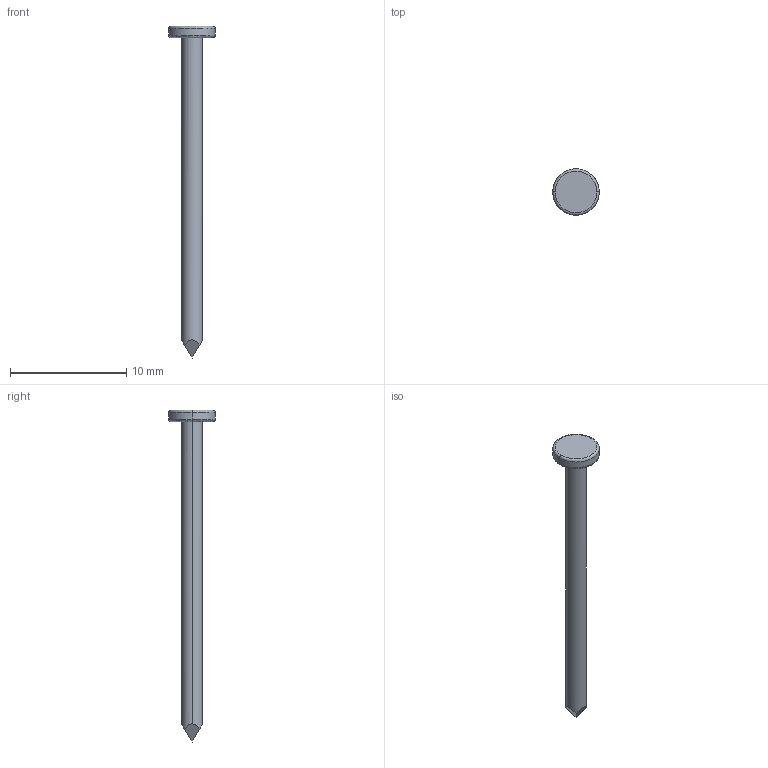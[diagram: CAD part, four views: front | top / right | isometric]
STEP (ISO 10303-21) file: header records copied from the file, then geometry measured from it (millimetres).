
FILE_DESCRIPTION(('HOOPS Exchange Step'),'2;1');
FILE_NAME('PREGO COM CABEÇA - 12 X 12.step','2026-02-25T09:54:34+02:00',('user'),('Unknown organisation'),'HOOPS Exchange 2023.2','HOOPS Exchange','Unknown authorisation');
FILE_SCHEMA( ('AP203_CONFIGURATION_CONTROLLED_3D_DESIGN_OF_MECHANICAL_PARTS_AND_ASSEMBLIES_MIM_LF') );
Length unit declared in the file: millimetre
Products named in the file (1): Body1
Bounding box: 4 x 4 x 28.6 mm (x, y, z)
Volume: 80.2 mm3; surface area: 186.2 mm2
Topology: 1 solids, 1 shells, 14 faces, 28 edges, 17 vertices
Faces by surface type: plane 6, torus 4, cylinder 4
Entity records: 1360 total; most frequent: CARTESIAN_POINT 1084, ORIENTED_EDGE 56, DIRECTION 42, EDGE_CURVE 28, AXIS2_PLACEMENT_3D 19, VERTEX_POINT 17, B_SPLINE_CURVE_WITH_KNOTS 16, EDGE_LOOP 15
